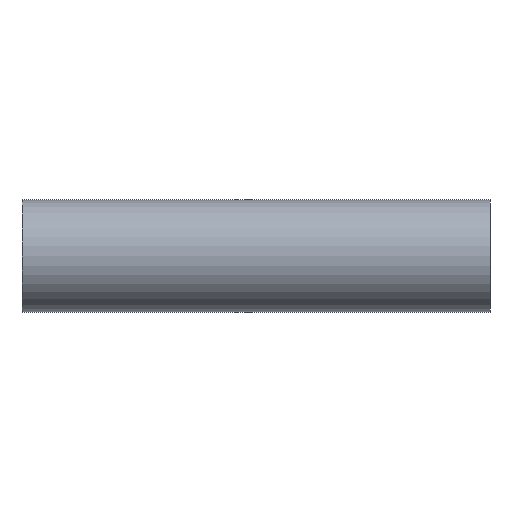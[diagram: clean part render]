
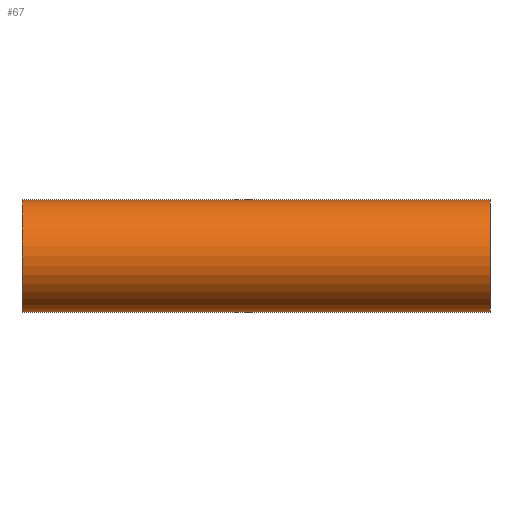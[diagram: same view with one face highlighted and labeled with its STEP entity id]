
A CAD part, front view. The second image highlights one B-rep face of the part: STEP entity #67.
In plain terms, the highlighted cylindrical face has radius 600 mm (diameter 1200 mm), a partial arc.
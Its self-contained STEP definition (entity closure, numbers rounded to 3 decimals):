
#51 = VERTEX_POINT( '', #121 );
#53 = EDGE_CURVE( '', #75, #51, #123, .T. );
#63 = EDGE_CURVE( '', #51, #77, #133, .T. );
#67 = ADVANCED_FACE( '', ( #138 ), #139, .T. );
#71 = VERTEX_POINT( '', #144 );
#75 = VERTEX_POINT( '', #148 );
#77 = VERTEX_POINT( '', #150 );
#83 = EDGE_CURVE( '', #71, #75, #158, .T. );
#85 = EDGE_CURVE( '', #77, #71, #160, .T. );
#121 = CARTESIAN_POINT( '', ( 5000., 0., -600. ) );
#123 = LINE( '', #192, #193 );
#133 = CIRCLE( '', #208, 600. );
#138 = FACE_OUTER_BOUND( '', #213, .T. );
#139 = CYLINDRICAL_SURFACE( '', #214, 600. );
#144 = CARTESIAN_POINT( '', ( 0., 0., 600. ) );
#148 = CARTESIAN_POINT( '', ( 0., 0., -600. ) );
#150 = CARTESIAN_POINT( '', ( 5000., 0., 600. ) );
#158 = CIRCLE( '', #235, 600. );
#160 = LINE( '', #238, #239 );
#192 = CARTESIAN_POINT( '', ( 0., 0., -600. ) );
#193 = VECTOR( '', #266, 1. );
#208 = AXIS2_PLACEMENT_3D( '', #274, #275, #276 );
#213 = EDGE_LOOP( '', ( #286, #287, #288, #289 ) );
#214 = AXIS2_PLACEMENT_3D( '', #290, #291, #292 );
#235 = AXIS2_PLACEMENT_3D( '', #312, #313, #314 );
#238 = CARTESIAN_POINT( '', ( 0., 0., 600. ) );
#239 = VECTOR( '', #315, 1. );
#266 = DIRECTION( '', ( 1., 0., 0. ) );
#274 = CARTESIAN_POINT( '', ( 5000., 0., 0. ) );
#275 = DIRECTION( '', ( -1., 0., 0. ) );
#276 = DIRECTION( '', ( 0., 0., -1. ) );
#286 = ORIENTED_EDGE( '', *, *, #53, .T. );
#287 = ORIENTED_EDGE( '', *, *, #63, .T. );
#288 = ORIENTED_EDGE( '', *, *, #85, .T. );
#289 = ORIENTED_EDGE( '', *, *, #83, .T. );
#290 = CARTESIAN_POINT( '', ( 0., 0., 0. ) );
#291 = DIRECTION( '', ( -1., 0., 0. ) );
#292 = DIRECTION( '', ( 0., 0., -1. ) );
#312 = CARTESIAN_POINT( '', ( 0., 0., 0. ) );
#313 = DIRECTION( '', ( 1., 0., 0. ) );
#314 = DIRECTION( '', ( 0., 0., -1. ) );
#315 = DIRECTION( '', ( -1., 0., 0. ) );
